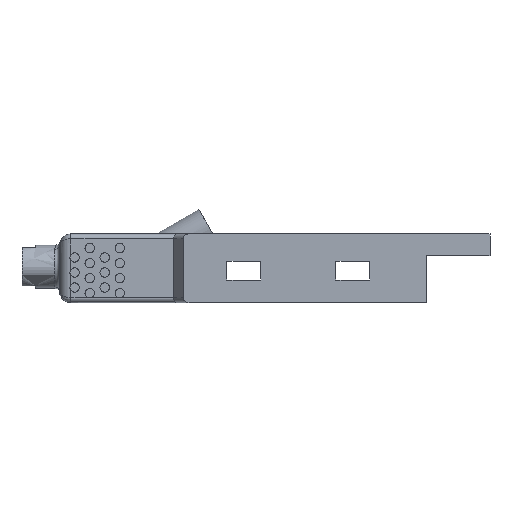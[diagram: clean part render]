
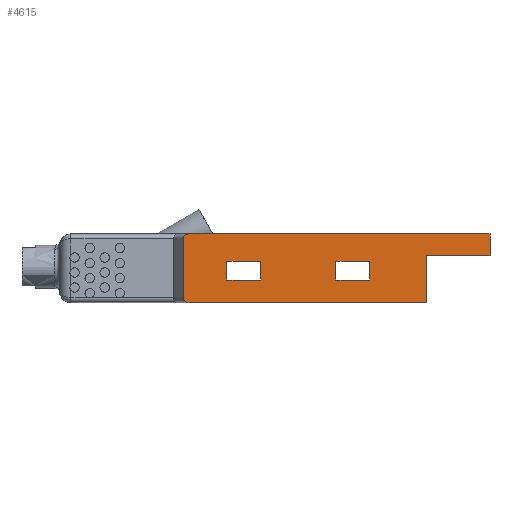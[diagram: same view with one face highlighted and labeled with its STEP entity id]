
A CAD part, front view. The second image highlights one B-rep face of the part: STEP entity #4615.
In plain terms, the highlighted planar face has unit normal (0, -1, 0).
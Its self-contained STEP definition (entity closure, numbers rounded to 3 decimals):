
#129=FACE_BOUND('',#1536,.T.);
#130=FACE_BOUND('',#1537,.T.);
#163=PLANE('',#5018);
#295=ELLIPSE('',#5016,0.307,0.25);
#296=ELLIPSE('',#5019,0.307,0.25);
#388=LINE('',#7655,#733);
#431=LINE('',#8105,#776);
#459=LINE('',#8253,#804);
#460=LINE('',#8256,#805);
#461=LINE('',#8258,#806);
#462=LINE('',#8259,#807);
#463=LINE('',#8262,#808);
#464=LINE('',#8264,#809);
#465=LINE('',#8266,#810);
#466=LINE('',#8267,#811);
#467=LINE('',#8270,#812);
#468=LINE('',#8272,#813);
#469=LINE('',#8274,#814);
#470=LINE('',#8275,#815);
#733=VECTOR('',#5437,10.);
#776=VECTOR('',#5648,10.);
#804=VECTOR('',#5810,10.);
#805=VECTOR('',#5813,10.);
#806=VECTOR('',#5814,10.);
#807=VECTOR('',#5815,10.);
#808=VECTOR('',#5816,10.);
#809=VECTOR('',#5817,10.);
#810=VECTOR('',#5818,10.);
#811=VECTOR('',#5819,10.);
#812=VECTOR('',#5820,10.);
#813=VECTOR('',#5821,10.);
#814=VECTOR('',#5822,10.);
#815=VECTOR('',#5823,10.);
#1189=FACE_OUTER_BOUND('',#1535,.T.);
#1535=EDGE_LOOP('',(#3731,#3732,#3733,#3734,#3735,#3736,#3737,#3738));
#1536=EDGE_LOOP('',(#3739,#3740,#3741,#3742));
#1537=EDGE_LOOP('',(#3743,#3744,#3745,#3746));
#2149=VERTEX_POINT('',#7652);
#2150=VERTEX_POINT('',#7654);
#2253=VERTEX_POINT('',#8102);
#2254=VERTEX_POINT('',#8104);
#2306=VERTEX_POINT('',#8247);
#2307=VERTEX_POINT('',#8252);
#2308=VERTEX_POINT('',#8255);
#2309=VERTEX_POINT('',#8257);
#2310=VERTEX_POINT('',#8260);
#2311=VERTEX_POINT('',#8261);
#2312=VERTEX_POINT('',#8263);
#2313=VERTEX_POINT('',#8265);
#2314=VERTEX_POINT('',#8268);
#2315=VERTEX_POINT('',#8269);
#2316=VERTEX_POINT('',#8271);
#2317=VERTEX_POINT('',#8273);
#2632=EDGE_CURVE('',#2149,#2150,#388,.T.);
#2766=EDGE_CURVE('',#2254,#2253,#431,.T.);
#2841=EDGE_CURVE('',#2306,#2149,#295,.T.);
#2842=EDGE_CURVE('',#2307,#2306,#459,.F.);
#2843=EDGE_CURVE('',#2254,#2307,#296,.T.);
#2844=EDGE_CURVE('',#2253,#2308,#460,.F.);
#2845=EDGE_CURVE('',#2308,#2309,#461,.T.);
#2846=EDGE_CURVE('',#2309,#2150,#462,.T.);
#2847=EDGE_CURVE('',#2310,#2311,#463,.F.);
#2848=EDGE_CURVE('',#2311,#2312,#464,.F.);
#2849=EDGE_CURVE('',#2312,#2313,#465,.F.);
#2850=EDGE_CURVE('',#2313,#2310,#466,.F.);
#2851=EDGE_CURVE('',#2314,#2315,#467,.F.);
#2852=EDGE_CURVE('',#2315,#2316,#468,.F.);
#2853=EDGE_CURVE('',#2316,#2317,#469,.F.);
#2854=EDGE_CURVE('',#2317,#2314,#470,.F.);
#3731=ORIENTED_EDGE('',*,*,#2841,.F.);
#3732=ORIENTED_EDGE('',*,*,#2842,.F.);
#3733=ORIENTED_EDGE('',*,*,#2843,.F.);
#3734=ORIENTED_EDGE('',*,*,#2766,.T.);
#3735=ORIENTED_EDGE('',*,*,#2844,.T.);
#3736=ORIENTED_EDGE('',*,*,#2845,.T.);
#3737=ORIENTED_EDGE('',*,*,#2846,.T.);
#3738=ORIENTED_EDGE('',*,*,#2632,.F.);
#3739=ORIENTED_EDGE('',*,*,#2847,.T.);
#3740=ORIENTED_EDGE('',*,*,#2848,.T.);
#3741=ORIENTED_EDGE('',*,*,#2849,.T.);
#3742=ORIENTED_EDGE('',*,*,#2850,.T.);
#3743=ORIENTED_EDGE('',*,*,#2851,.T.);
#3744=ORIENTED_EDGE('',*,*,#2852,.T.);
#3745=ORIENTED_EDGE('',*,*,#2853,.T.);
#3746=ORIENTED_EDGE('',*,*,#2854,.T.);
#4615=ADVANCED_FACE('',(#1189,#129,#130),#163,.T.);
#5016=AXIS2_PLACEMENT_3D('',#8249,#5804,#5805);
#5018=AXIS2_PLACEMENT_3D('',#8251,#5808,#5809);
#5019=AXIS2_PLACEMENT_3D('',#8254,#5811,#5812);
#5437=DIRECTION('',(1.,0.,0.));
#5648=DIRECTION('',(1.,0.,0.));
#5804=DIRECTION('center_axis',(0.,1.,0.));
#5805=DIRECTION('ref_axis',(-1.,0.,0.));
#5808=DIRECTION('center_axis',(0.,-1.,0.));
#5809=DIRECTION('ref_axis',(0.,0.,1.));
#5810=DIRECTION('',(0.,0.,-1.));
#5811=DIRECTION('center_axis',(0.,1.,0.));
#5812=DIRECTION('ref_axis',(-1.,0.,0.));
#5813=DIRECTION('',(0.,0.,-1.));
#5814=DIRECTION('',(1.,0.,0.));
#5815=DIRECTION('',(0.,0.,1.));
#5816=DIRECTION('',(0.,0.,-1.));
#5817=DIRECTION('',(-1.,0.,0.));
#5818=DIRECTION('',(0.,0.,1.));
#5819=DIRECTION('',(1.,0.,0.));
#5820=DIRECTION('',(0.,0.,-1.));
#5821=DIRECTION('',(-1.,0.,0.));
#5822=DIRECTION('',(0.,0.,1.));
#5823=DIRECTION('',(1.,0.,0.));
#7652=CARTESIAN_POINT('',(-16.014,-0.637,-0.085));
#7654=CARTESIAN_POINT('',(0.,-0.637,-0.085));
#7655=CARTESIAN_POINT('',(-7.5,-0.637,-0.085));
#8102=CARTESIAN_POINT('',(-3.4,-0.637,-3.735));
#8104=CARTESIAN_POINT('',(-16.014,-0.637,-3.735));
#8105=CARTESIAN_POINT('',(-15.,-0.637,-3.735));
#8247=CARTESIAN_POINT('',(-16.321,-0.637,-0.335));
#8249=CARTESIAN_POINT('Origin',(-16.014,-0.637,-0.335));
#8251=CARTESIAN_POINT('Origin',(-15.,-0.637,-3.735));
#8252=CARTESIAN_POINT('',(-16.321,-0.637,-3.485));
#8253=CARTESIAN_POINT('',(-16.321,-0.637,-3.735));
#8254=CARTESIAN_POINT('Origin',(-16.014,-0.637,-3.485));
#8255=CARTESIAN_POINT('',(-3.4,-0.637,-1.235));
#8256=CARTESIAN_POINT('',(-3.4,-0.637,-2.485));
#8257=CARTESIAN_POINT('',(0.,-0.637,-1.235));
#8258=CARTESIAN_POINT('',(-7.5,-0.637,-1.235));
#8259=CARTESIAN_POINT('',(0.,-0.637,-2.26));
#8260=CARTESIAN_POINT('',(-14.,-0.637,-2.535));
#8261=CARTESIAN_POINT('',(-14.,-0.637,-1.535));
#8262=CARTESIAN_POINT('',(-14.,-0.637,-2.635));
#8263=CARTESIAN_POINT('',(-12.2,-0.637,-1.535));
#8264=CARTESIAN_POINT('',(-13.6,-0.637,-1.535));
#8265=CARTESIAN_POINT('',(-12.2,-0.637,-2.535));
#8266=CARTESIAN_POINT('',(-12.2,-0.637,-3.135));
#8267=CARTESIAN_POINT('',(-14.5,-0.637,-2.535));
#8268=CARTESIAN_POINT('',(-8.2,-0.637,-2.535));
#8269=CARTESIAN_POINT('',(-8.2,-0.637,-1.535));
#8270=CARTESIAN_POINT('',(-8.2,-0.637,-2.635));
#8271=CARTESIAN_POINT('',(-6.4,-0.637,-1.535));
#8272=CARTESIAN_POINT('',(-10.7,-0.637,-1.535));
#8273=CARTESIAN_POINT('',(-6.4,-0.637,-2.535));
#8274=CARTESIAN_POINT('',(-6.4,-0.637,-3.135));
#8275=CARTESIAN_POINT('',(-11.6,-0.637,-2.535));
